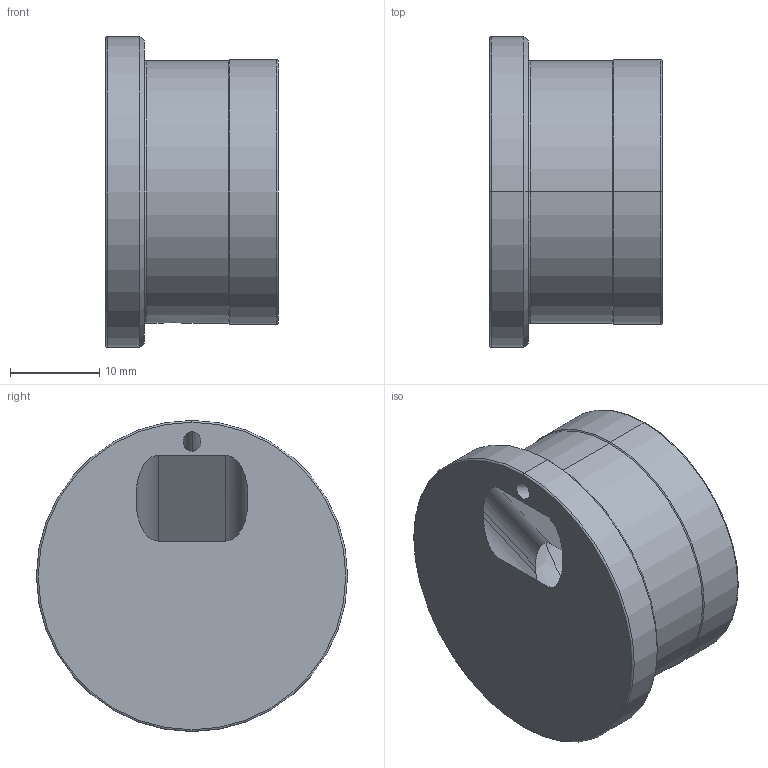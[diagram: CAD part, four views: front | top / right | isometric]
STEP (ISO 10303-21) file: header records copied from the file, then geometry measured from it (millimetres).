
FILE_DESCRIPTION (( 'STEP AP203' ), '1' );
FILE_NAME ('PRXUD11T.STEP', '2006-09-15T13:12:02', ( 'Dam''s' ), ( '' ), 'SwSTEP 2.0', 'SolidWorks 2008', '' );
FILE_SCHEMA (( 'CONFIG_CONTROL_DESIGN' ));
Length unit declared in the file: millimetre
Products named in the file (1): PRXUD11T
Bounding box: 19.35 x 34.8 x 34.8 mm (x, y, z)
Volume: 7914.5 mm3; surface area: 4692.2 mm2
Topology: 1 solids, 1 shells, 41 faces, 97 edges, 58 vertices
Faces by surface type: cylinder 16, plane 11, torus 10, cone 4
Entity records: 1381 total; most frequent: CARTESIAN_POINT 371, DIRECTION 202, ORIENTED_EDGE 194, EDGE_CURVE 97, AXIS2_PLACEMENT_3D 85, VERTEX_POINT 58, EDGE_LOOP 45, CIRCLE 43
